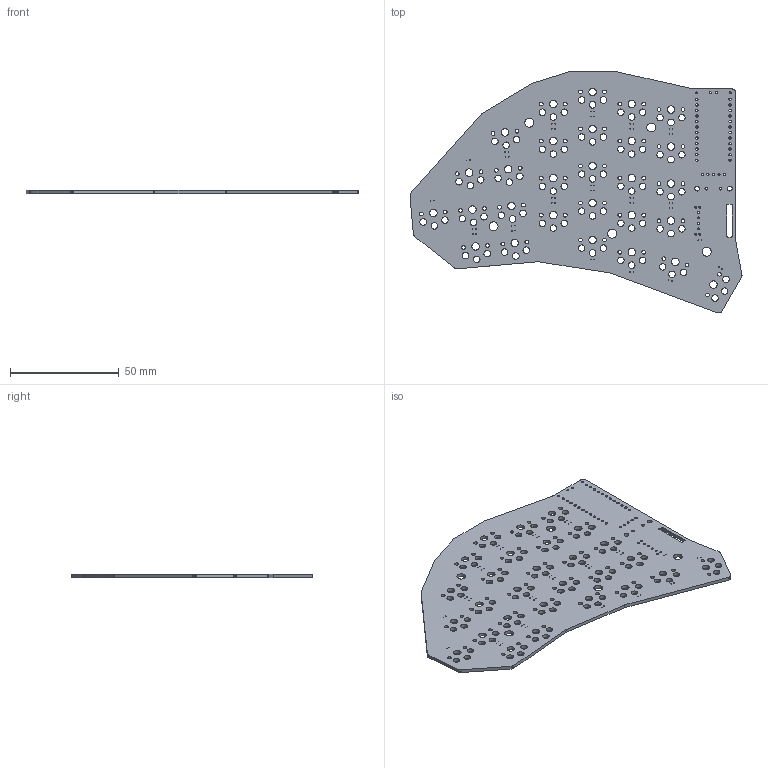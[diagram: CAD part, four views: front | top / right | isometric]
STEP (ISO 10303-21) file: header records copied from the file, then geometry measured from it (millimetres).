
FILE_DESCRIPTION(('KiCad electronic assembly'),'2;1');
FILE_NAME('keyboard.step','2023-07-19T00:05:17',('Pcbnew'),('Kicad'), 'Open CASCADE STEP processor 7.5','KiCad to STEP converter','Unknown' );
FILE_SCHEMA(('AUTOMOTIVE_DESIGN { 1 0 10303 214 1 1 1 1 }'));
Length unit declared in the file: millimetre
Products named in the file (2): keyboard 1; keyboard PCB
Assembly tree (1 placements, depth 2):
  keyboard 1
    keyboard PCB
Bounding box: 152.41 x 110.93 x 1.58 mm (x, y, z)
Volume: 17351.6 mm3; surface area: 25353.7 mm2
Topology: 1 solids, 1 shells, 371 faces, 1107 edges, 738 vertices
Faces by surface type: cylinder 276, plane 95
Full cylindrical faces by diameter (mm): 0.3 x58, 0.8 x2, 0.9 x10, 1 x5, 1.092 x22, 1.1 x2, 1.3 x2, 1.702 x56, 2.2 x2, 3 x84, 3.429 x28, 4.1 x5
Entity records: 29955 total; most frequent: CARTESIAN_POINT 7744, DIRECTION 4067, LINE 2217, VECTOR 2217, ORIENTED_EDGE 2214, PCURVE 2214, DEFINITIONAL_REPRESENTATION 2214, EDGE_CURVE 1107
